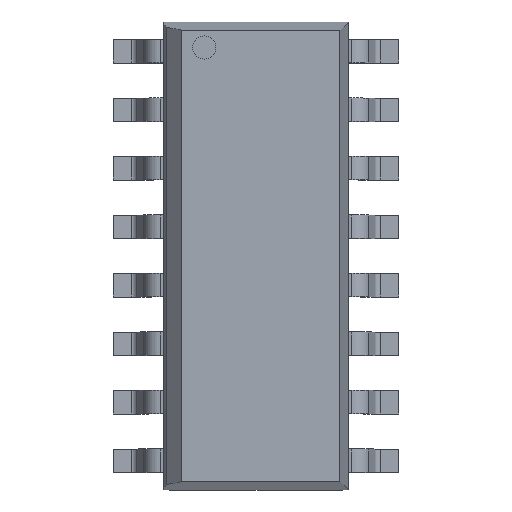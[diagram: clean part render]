
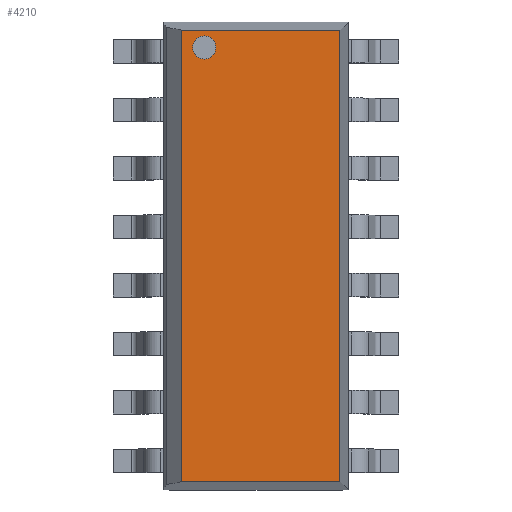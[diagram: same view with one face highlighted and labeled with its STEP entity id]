
A CAD part, top view. The second image highlights one B-rep face of the part: STEP entity #4210.
In plain terms, the highlighted planar face has unit normal (0, 0, 1).
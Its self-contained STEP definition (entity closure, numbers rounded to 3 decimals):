
#3801=CARTESIAN_POINT('',(-1.123,4.275,2.));
#3802=VERTEX_POINT('',#3801);
#3818=CARTESIAN_POINT('',(-1.123,4.775,2.));
#3819=VERTEX_POINT('',#3818);
#3826=CARTESIAN_POINT('',(-1.123,4.525,2.));
#3827=DIRECTION('',(0.0,0.0,1.0));
#3828=DIRECTION('',(0.0,-1.0,0.0));
#3829=AXIS2_PLACEMENT_3D('',#3826,#3827,#3828);
#3830=CIRCLE('',#3829,0.25);
#3831=EDGE_CURVE('',#3802,#3819,#3830,.F.);
#3899=CARTESIAN_POINT('',(-1.623,4.902,2.));
#3900=VERTEX_POINT('',#3899);
#3907=CARTESIAN_POINT('',(1.822,4.902,2.));
#3908=VERTEX_POINT('',#3907);
#3909=CARTESIAN_POINT('',(1.822,4.902,2.));
#3910=DIRECTION('',(-1.0,0.0,0.0));
#3911=VECTOR('',#3910,3.445);
#3912=LINE('',#3909,#3911);
#3913=EDGE_CURVE('',#3900,#3908,#3912,.F.);
#3945=CARTESIAN_POINT('',(-1.123,4.525,2.));
#3946=DIRECTION('',(0.0,0.0,1.0));
#3947=DIRECTION('',(0.0,-1.0,0.0));
#3948=AXIS2_PLACEMENT_3D('',#3945,#3946,#3947);
#3949=CIRCLE('',#3948,0.25);
#3950=EDGE_CURVE('',#3819,#3802,#3949,.F.);
#4025=CARTESIAN_POINT('',(1.822,-4.902,2.));
#4026=VERTEX_POINT('',#4025);
#4027=CARTESIAN_POINT('',(1.822,-4.902,2.));
#4028=DIRECTION('',(0.0,1.0,0.0));
#4029=VECTOR('',#4028,9.804);
#4030=LINE('',#4027,#4029);
#4031=EDGE_CURVE('',#4026,#3908,#4030,.T.);
#4135=CARTESIAN_POINT('',(-1.623,-4.902,2.));
#4136=VERTEX_POINT('',#4135);
#4137=CARTESIAN_POINT('',(-1.623,4.902,2.));
#4138=DIRECTION('',(0.0,-1.0,0.0));
#4139=VECTOR('',#4138,9.804);
#4140=LINE('',#4137,#4139);
#4141=EDGE_CURVE('',#3900,#4136,#4140,.T.);
#4190=CARTESIAN_POINT('',(1.873,0.12,2.));
#4191=DIRECTION('',(0.0,0.0,1.0));
#4192=DIRECTION('',(0.0,-1.0,0.0));
#4193=AXIS2_PLACEMENT_3D('',#4190,#4191,#4192);
#4194=PLANE('',#4193);
#4195=ORIENTED_EDGE('',*,*,#4031,.T.);
#4196=ORIENTED_EDGE('',*,*,#3913,.F.);
#4197=ORIENTED_EDGE('',*,*,#4141,.T.);
#4198=CARTESIAN_POINT('',(-1.623,-4.902,2.));
#4199=DIRECTION('',(1.0,0.0,0.0));
#4200=VECTOR('',#4199,3.445);
#4201=LINE('',#4198,#4200);
#4202=EDGE_CURVE('',#4026,#4136,#4201,.F.);
#4203=ORIENTED_EDGE('',*,*,#4202,.F.);
#4204=EDGE_LOOP('',(#4195,#4196,#4197,#4203));
#4205=FACE_OUTER_BOUND('',#4204,.T.);
#4206=ORIENTED_EDGE('',*,*,#3950,.T.);
#4207=ORIENTED_EDGE('',*,*,#3831,.T.);
#4208=EDGE_LOOP('',(#4206,#4207));
#4209=FACE_BOUND('',#4208,.T.);
#4210=ADVANCED_FACE('',(#4205,#4209),#4194,.T.);
